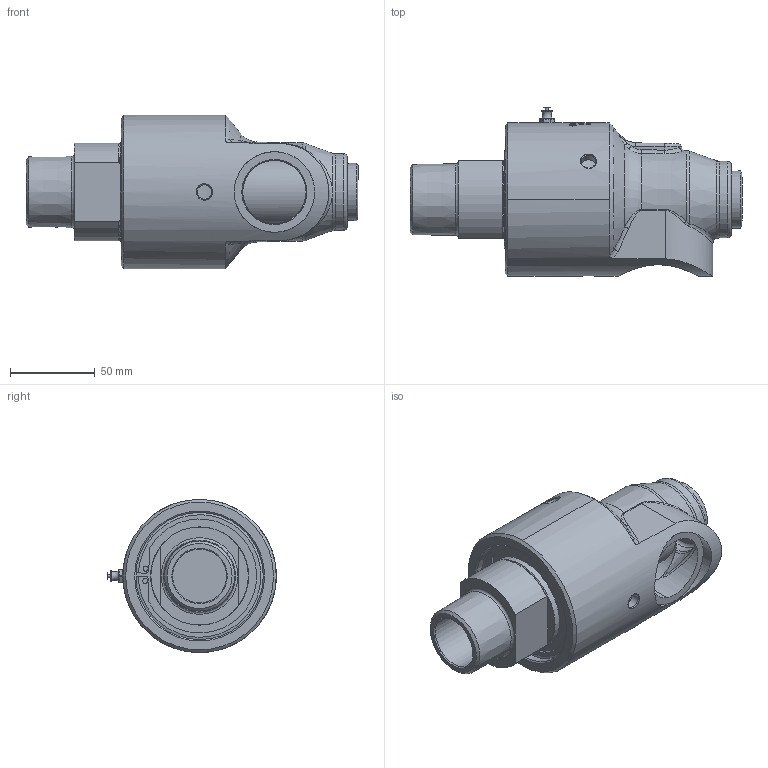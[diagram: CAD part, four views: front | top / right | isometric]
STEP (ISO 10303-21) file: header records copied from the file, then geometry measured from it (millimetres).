
FILE_DESCRIPTION(/* description */ (''),/* implementation_level */ '2;1');
FILE_NAME(/* name */ '525-000-001-IC.stp',/* time_stamp */ '2020-05-13T13:16:28-05:00',/* author */ ('GALINDOLM'),/* organization */ (''),/* preprocessor_version */ 'ST-DEVELOPER v18',/* originating_system */ 'Autodesk Inventor 2020',/* authorisation */ '');
FILE_SCHEMA (('AUTOMOTIVE_DESIGN { 1 0 10303 214 3 1 1 }'));
Products named in the file (1): 525-000-001-IC
Bounding box: 195.99 x 99.47 x 90.5 mm (x, y, z)
Volume: 658454.7 mm3; surface area: 69175.2 mm2
Topology: 1 solids, 1 shells, 630 faces, 1665 edges, 1084 vertices
Faces by surface type: bspline 285, plane 205, cylinder 105, cone 19, torus 10, sphere 6
Full cylindrical faces by diameter (mm): 1.5 x1, 5.359 x1, 8.6 x3, 31.8 x1, 37.313 x1, 47.6 x1, 50.1 x1, 58 x1, 75.08 x1, 79.403 x1, 80.8 x1
Entity records: 80971 total; most frequent: CARTESIAN_POINT 66157, ORIENTED_EDGE 3314, DIRECTION 2317, EDGE_CURVE 1657, VERTEX_POINT 1084, AXIS2_PLACEMENT_3D 843, EDGE_LOOP 689, LINE 631
